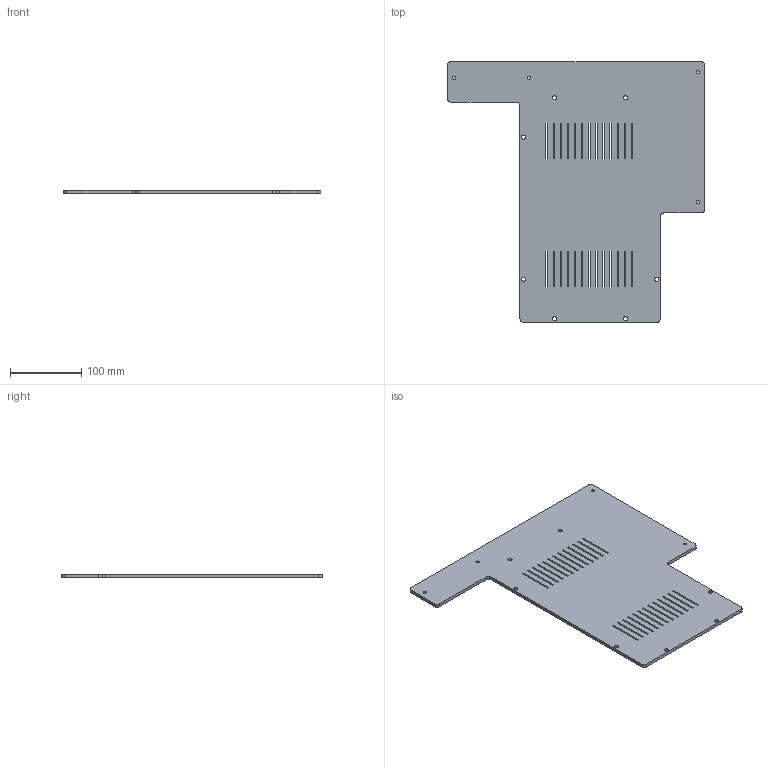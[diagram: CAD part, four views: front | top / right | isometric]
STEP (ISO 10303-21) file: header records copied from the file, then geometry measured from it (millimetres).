
FILE_DESCRIPTION (( 'STEP AP203' ), '1' );
FILE_NAME ('20-019408--SIDE COVER A--Rev_A.step', '2022-06-14T14:55:08', ( '' ), ( '' ), 'SwSTEP 2.0', 'SolidWorks 2021', '' );
FILE_SCHEMA (( 'CONFIG_CONTROL_DESIGN' ));
Length unit declared in the file: millimetre
Products named in the file (1): 20-019408--SIDE COVER A--Rev_A
Bounding box: 362.5 x 367 x 5 mm (x, y, z)
Volume: 444072.7 mm3; surface area: 199278.7 mm2
Topology: 1 solids, 1 shells, 144 faces, 426 edges, 284 vertices
Faces by surface type: plane 114, cylinder 30
Entity records: 4995 total; most frequent: CARTESIAN_POINT 855, ORIENTED_EDGE 852, DIRECTION 776, EDGE_CURVE 426, LINE 366, VECTOR 366, VERTEX_POINT 284, EDGE_LOOP 218
